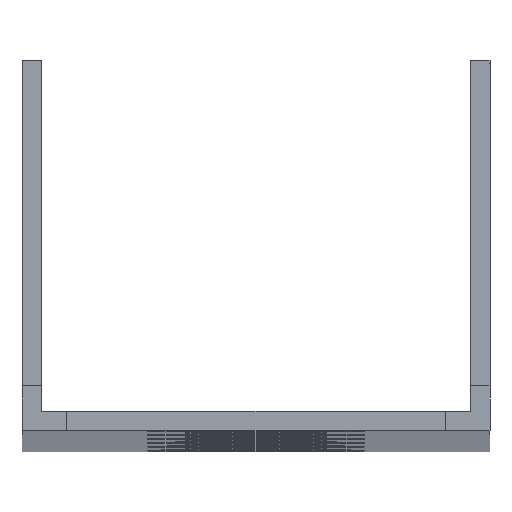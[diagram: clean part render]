
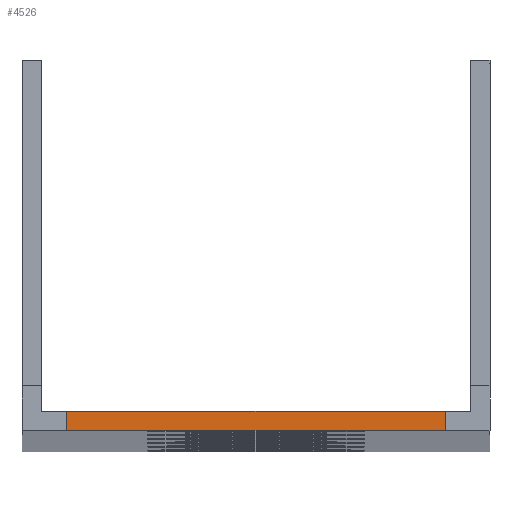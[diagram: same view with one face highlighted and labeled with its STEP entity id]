
A CAD part, top view. The second image highlights one B-rep face of the part: STEP entity #4526.
In plain terms, the highlighted planar face has unit normal (0, 0, 1).
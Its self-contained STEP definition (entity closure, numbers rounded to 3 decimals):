
#597=FACE_OUTER_BOUND('',#935,.T.);
#935=EDGE_LOOP('',(#3344,#3345,#3346,#3347));
#1207=LINE('',#6534,#1575);
#1290=LINE('',#6956,#1658);
#1360=LINE('',#7223,#1728);
#1362=LINE('',#7226,#1730);
#1575=VECTOR('',#5227,10.);
#1658=VECTOR('',#5574,10.);
#1728=VECTOR('',#5774,10.);
#1730=VECTOR('',#5778,10.);
#1943=VERTEX_POINT('',#6531);
#1944=VERTEX_POINT('',#6533);
#2150=VERTEX_POINT('',#6953);
#2151=VERTEX_POINT('',#6955);
#2359=EDGE_CURVE('',#1943,#1944,#1207,.T.);
#2570=EDGE_CURVE('',#2151,#2150,#1290,.T.);
#2704=EDGE_CURVE('',#1943,#2151,#1360,.T.);
#2706=EDGE_CURVE('',#2150,#1944,#1362,.T.);
#3344=ORIENTED_EDGE('',*,*,#2706,.T.);
#3345=ORIENTED_EDGE('',*,*,#2359,.F.);
#3346=ORIENTED_EDGE('',*,*,#2704,.T.);
#3347=ORIENTED_EDGE('',*,*,#2570,.T.);
#4233=PLANE('',#4951);
#4526=ADVANCED_FACE('',(#597),#4233,.F.);
#4951=AXIS2_PLACEMENT_3D('',#7230,#5781,#5782);
#5227=DIRECTION('',(-1.,0.,0.));
#5574=DIRECTION('',(-1.,0.,0.));
#5774=DIRECTION('',(0.,1.,0.));
#5778=DIRECTION('',(0.,-1.,0.));
#5781=DIRECTION('center_axis',(0.,0.,
-1.));
#5782=DIRECTION('ref_axis',(-1.,0.,0.));
#6531=CARTESIAN_POINT('',(-29.679,0.,0.));
#6533=CARTESIAN_POINT('',(-59.321,0.,0.));
#6534=CARTESIAN_POINT('',(0.,0.,0.));
#6953=CARTESIAN_POINT('',(-59.321,1.5,0.));
#6955=CARTESIAN_POINT('',(-29.679,1.5,0.));
#6956=CARTESIAN_POINT('',(0.,1.5,0.));
#7223=CARTESIAN_POINT('',(-29.679,0.75,0.));
#7226=CARTESIAN_POINT('',(-59.321,0.75,0.));
#7230=CARTESIAN_POINT('Origin',(-23.429,3.5,0.));
